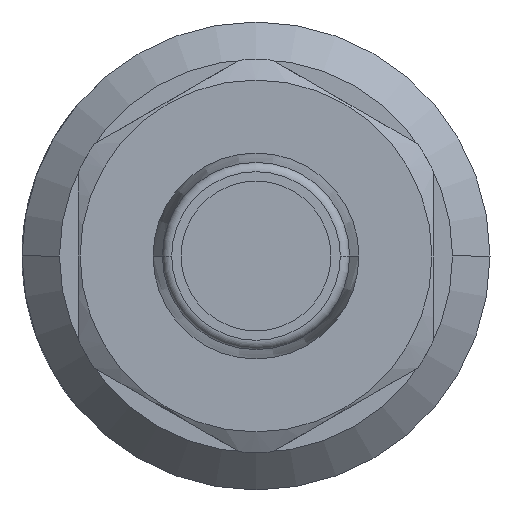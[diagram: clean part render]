
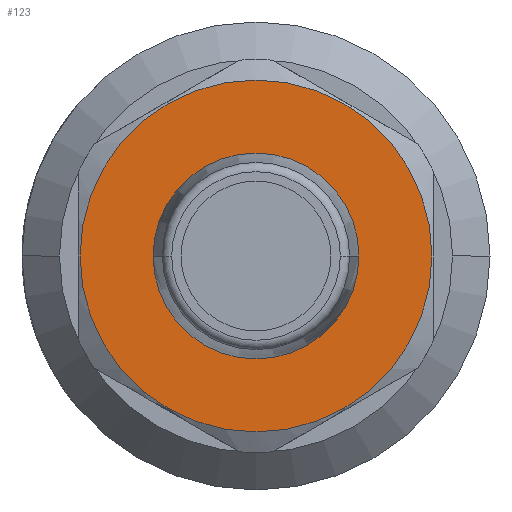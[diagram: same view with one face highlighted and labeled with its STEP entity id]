
A CAD part, left-side view. The second image highlights one B-rep face of the part: STEP entity #123.
In plain terms, the highlighted planar face has unit normal (-1, 0, 0).
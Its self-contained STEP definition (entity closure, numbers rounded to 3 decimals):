
#92 = EDGE_CURVE ( 'NONE', #871, #873, #2466, .T. ) ;
#104 = EDGE_CURVE ( 'NONE', #1151, #1152, #2469, .T. ) ;
#123 = ADVANCED_FACE ( 'NONE', ( #615, #616 ), #1915, .T. ) ;
#152 = EDGE_CURVE ( 'NONE', #873, #871, #2413, .T. ) ;
#153 = EDGE_CURVE ( 'NONE', #1152, #1151, #2394, .T. ) ;
#418 = ORIENTED_EDGE ( 'NONE', *, *, #153, .T. ) ;
#615 = FACE_OUTER_BOUND ( 'NONE', #1454, .T. ) ;
#616 = FACE_BOUND ( 'NONE', #1455, .T. ) ;
#871 = VERTEX_POINT ( 'NONE', #1530 ) ;
#873 = VERTEX_POINT ( 'NONE', #1534 ) ;
#1151 = VERTEX_POINT ( 'NONE', #1725 ) ;
#1152 = VERTEX_POINT ( 'NONE', #1726 ) ;
#1323 = ORIENTED_EDGE ( 'NONE', *, *, #92, .F. ) ;
#1324 = ORIENTED_EDGE ( 'NONE', *, *, #152, .F. ) ;
#1325 = ORIENTED_EDGE ( 'NONE', *, *, #104, .T. ) ;
#1454 = EDGE_LOOP ( 'NONE', ( #418, #1325 ) ) ;
#1455 = EDGE_LOOP ( 'NONE', ( #1324, #1323 ) ) ;
#1521 = AXIS2_PLACEMENT_3D ( 'NONE', #1997, #1998, #1999 ) ;
#1523 = AXIS2_PLACEMENT_3D ( 'NONE', #1994, #1995, #1996 ) ;
#1530 = CARTESIAN_POINT ( 'NONE',  ( -49.5, 5.5, 0. ) ) ;
#1534 = CARTESIAN_POINT ( 'NONE',  ( -49.5, -5.5, 0. ) ) ;
#1725 = CARTESIAN_POINT ( 'NONE',  ( -49.5, -9.4, 0. ) ) ;
#1726 = CARTESIAN_POINT ( 'NONE',  ( -49.5, 9.4, 0. ) ) ;
#1854 = CARTESIAN_POINT ( 'NONE',  ( -49.5, 0., 0. ) ) ;
#1855 = DIRECTION ( 'NONE',  ( -1., 0., 0. ) ) ;
#1856 = DIRECTION ( 'NONE',  ( 0., -1., 0. ) ) ;
#1915 = PLANE ( 'NONE',  #2417 ) ;
#1916 = CARTESIAN_POINT ( 'NONE',  ( -49.5, 0., 5.5 ) ) ;
#1917 = DIRECTION ( 'NONE',  ( -1., 0., 0. ) ) ;
#1918 = DIRECTION ( 'NONE',  ( 0., -1., 0. ) ) ;
#1994 = CARTESIAN_POINT ( 'NONE',  ( -49.5, 0., 0. ) ) ;
#1995 = DIRECTION ( 'NONE',  ( -1., 0., 0. ) ) ;
#1996 = DIRECTION ( 'NONE',  ( 0., -1., 0. ) ) ;
#1997 = CARTESIAN_POINT ( 'NONE',  ( -49.5, 0., 0. ) ) ;
#1998 = DIRECTION ( 'NONE',  ( -1., 0., 0. ) ) ;
#1999 = DIRECTION ( 'NONE',  ( 0., -1., 0. ) ) ;
#2394 = CIRCLE ( 'NONE', #1521, 9.4 ) ;
#2413 = CIRCLE ( 'NONE', #1523, 5.5 ) ;
#2417 = AXIS2_PLACEMENT_3D ( 'NONE', #1916, #1917, #1918 ) ;
#2451 = AXIS2_PLACEMENT_3D ( 'NONE', #1854, #1855, #1856 ) ;
#2463 = AXIS2_PLACEMENT_3D ( 'NONE', #2531, #2530, #2528 ) ;
#2466 = CIRCLE ( 'NONE', #2463, 5.5 ) ;
#2469 = CIRCLE ( 'NONE', #2451, 9.4 ) ;
#2528 = DIRECTION ( 'NONE',  ( 0., -1., 0. ) ) ;
#2530 = DIRECTION ( 'NONE',  ( -1., 0., 0. ) ) ;
#2531 = CARTESIAN_POINT ( 'NONE',  ( -49.5, 0., 0. ) ) ;
